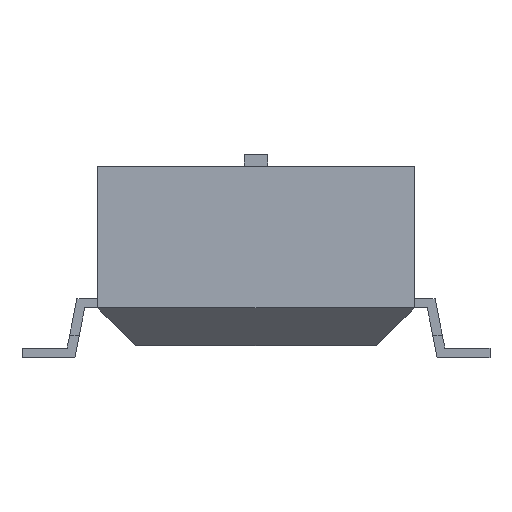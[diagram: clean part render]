
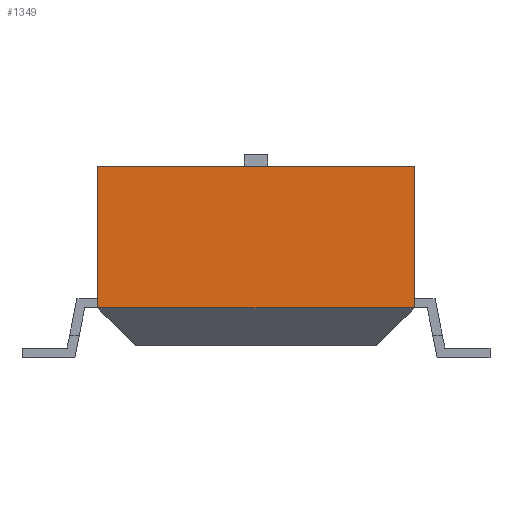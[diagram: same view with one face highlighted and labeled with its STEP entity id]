
A CAD part, left-side view. The second image highlights one B-rep face of the part: STEP entity #1349.
In plain terms, the highlighted planar face has unit normal (-1, 0, 0).
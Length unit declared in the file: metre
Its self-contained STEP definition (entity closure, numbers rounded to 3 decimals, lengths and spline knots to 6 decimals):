
#827 = EDGE_CURVE( '', #2217, #2218, #2219, .T. );
#1021 = EDGE_CURVE( '', #2218, #2521, #2522, .T. );
#1349 = ADVANCED_FACE( '', ( #2963 ), #2964, .F. );
#1437 = EDGE_CURVE( '', #2217, #3064, #3076, .T. );
#1619 = EDGE_CURVE( '', #3064, #2521, #3291, .T. );
#2217 = VERTEX_POINT( '', #4053 );
#2218 = VERTEX_POINT( '', #4054 );
#2219 = LINE( '', #4055, #4056 );
#2521 = VERTEX_POINT( '', #4497 );
#2522 = LINE( '', #4498, #4499 );
#2963 = FACE_OUTER_BOUND( '', #5172, .T. );
#2964 = PLANE( '', #5173 );
#3064 = VERTEX_POINT( '', #5324 );
#3076 = LINE( '', #5346, #5347 );
#3291 = LINE( '', #5709, #5710 );
#4053 = CARTESIAN_POINT( '', ( -0.007085, 0.003386, 0.004043 ) );
#4054 = CARTESIAN_POINT( '', ( -0.007085, 0.003386, 0.001043 ) );
#4055 = CARTESIAN_POINT( '', ( -0.007085, 0.003386, 0.004043 ) );
#4056 = VECTOR( '', #6477, 1. );
#4497 = CARTESIAN_POINT( '', ( -0.007085, -0.003314, 0.001043 ) );
#4498 = CARTESIAN_POINT( '', ( -0.007085, 0.003386, 0.001043 ) );
#4499 = VECTOR( '', #6793, 1. );
#5172 = EDGE_LOOP( '', ( #7365, #7366, #7367, #7368 ) );
#5173 = AXIS2_PLACEMENT_3D( '', #7369, #7370, #7371 );
#5324 = CARTESIAN_POINT( '', ( -0.007085, -0.003314, 0.004043 ) );
#5346 = CARTESIAN_POINT( '', ( -0.007085, -0.003314, 0.004043 ) );
#5347 = VECTOR( '', #7526, 1. );
#5709 = CARTESIAN_POINT( '', ( -0.007085, -0.003314, 0.004043 ) );
#5710 = VECTOR( '', #7776, 1. );
#6477 = DIRECTION( '', ( 0., 0., -1. ) );
#6793 = DIRECTION( '', ( 0., -1., 0. ) );
#7365 = ORIENTED_EDGE( '', *, *, #1021, .T. );
#7366 = ORIENTED_EDGE( '', *, *, #1619, .F. );
#7367 = ORIENTED_EDGE( '', *, *, #1437, .F. );
#7368 = ORIENTED_EDGE( '', *, *, #827, .T. );
#7369 = CARTESIAN_POINT( '', ( -0.007085, -0.003314, 0.004043 ) );
#7370 = DIRECTION( '', ( 1., 0., 0. ) );
#7371 = DIRECTION( '', ( 0., 1., 0. ) );
#7526 = DIRECTION( '', ( 0., -1., 0. ) );
#7776 = DIRECTION( '', ( 0., 0., -1. ) );
